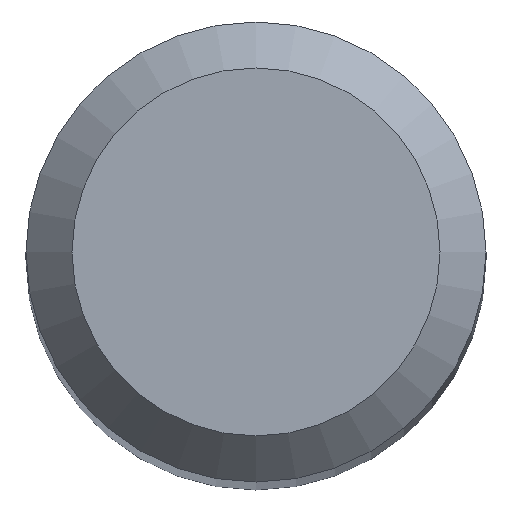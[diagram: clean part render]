
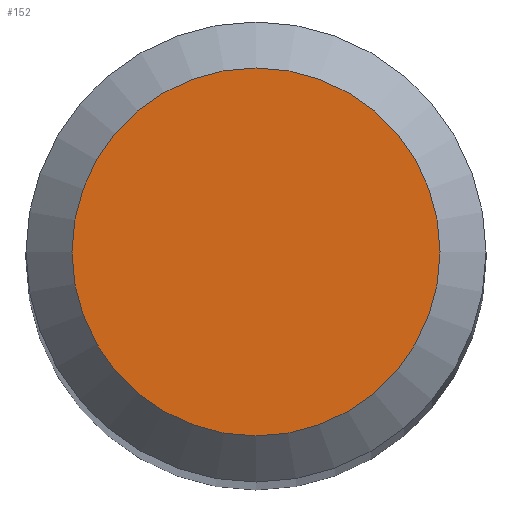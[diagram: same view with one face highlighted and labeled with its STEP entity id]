
A CAD part, top view. The second image highlights one B-rep face of the part: STEP entity #152.
In plain terms, the highlighted planar face has unit normal (0, 0, 1).
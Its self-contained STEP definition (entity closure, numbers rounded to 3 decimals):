
#3 = AXIS2_PLACEMENT_3D ( 'NONE', #156, #78, #142 ) ;
#6 = CARTESIAN_POINT ( 'NONE',  ( 0., 0., 38. ) ) ;
#16 = AXIS2_PLACEMENT_3D ( 'NONE', #6, #60, #112 ) ;
#18 = VERTEX_POINT ( 'NONE', #146 ) ;
#60 = DIRECTION ( 'NONE',  ( 0., 0., -1. ) ) ;
#78 = DIRECTION ( 'NONE',  ( 0., 0., -1. ) ) ;
#87 = EDGE_LOOP ( 'NONE', ( #124 ) ) ;
#95 = PLANE ( 'NONE',  #16 ) ;
#112 = DIRECTION ( 'NONE',  ( 0., 1., 0. ) ) ;
#124 = ORIENTED_EDGE ( 'NONE', *, *, #208, .F. ) ;
#132 = CIRCLE ( 'NONE', #3, 1.2 ) ;
#142 = DIRECTION ( 'NONE',  ( 0., 1., 0. ) ) ;
#146 = CARTESIAN_POINT ( 'NONE',  ( 0., 1.2, 38. ) ) ;
#152 = ADVANCED_FACE ( 'NONE', ( #185 ), #95, .F. ) ;
#156 = CARTESIAN_POINT ( 'NONE',  ( 0., 0., 38. ) ) ;
#185 = FACE_OUTER_BOUND ( 'NONE', #87, .T. ) ;
#208 = EDGE_CURVE ( 'NONE', #18, #18, #132, .T. ) ;
